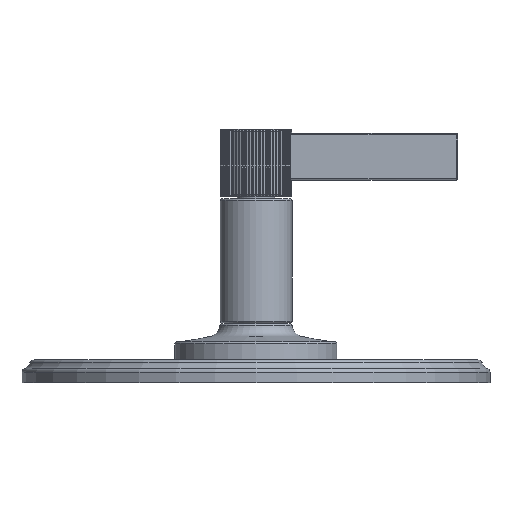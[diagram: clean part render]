
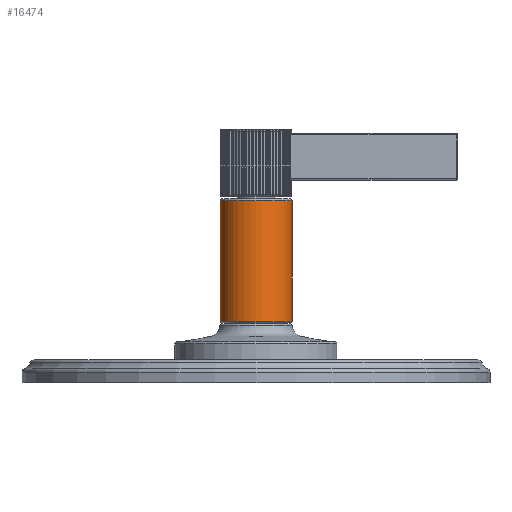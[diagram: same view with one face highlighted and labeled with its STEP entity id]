
A CAD part, left-side view. The second image highlights one B-rep face of the part: STEP entity #16474.
In plain terms, the highlighted cylindrical face has radius 12.7 mm (diameter 25.4 mm), a partial arc.
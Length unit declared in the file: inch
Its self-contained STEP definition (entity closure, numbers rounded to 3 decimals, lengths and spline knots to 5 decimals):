
#3940=DIRECTION('',(0.,0.,1.));
#3941=VECTOR('',#3940,1.67);
#3942=CARTESIAN_POINT('',(0.,-0.5,0.853));
#3943=LINE('',#3942,#3941);
#3974=CARTESIAN_POINT('',(0.,0.,2.523));
#3975=DIRECTION('',(0.,0.,1.));
#3976=DIRECTION('',(0.,1.,0.));
#3977=AXIS2_PLACEMENT_3D('',#3974,#3975,#3976);
#3979=CARTESIAN_POINT('',(0.,0.,0.853));
#3980=DIRECTION('',(0.,0.,-1.));
#3981=DIRECTION('',(0.,-1.,0.));
#3982=AXIS2_PLACEMENT_3D('',#3979,#3980,#3981);
#3984=DIRECTION('',(0.,0.,1.));
#3985=VECTOR('',#3984,1.67);
#3986=CARTESIAN_POINT('',(0.,0.5,0.853));
#3987=LINE('',#3986,#3985);
#9810=CARTESIAN_POINT('',(0.,0.5,2.523));
#9811=CARTESIAN_POINT('',(0.,-0.5,2.523));
#9812=VERTEX_POINT('',#9810);
#9813=VERTEX_POINT('',#9811);
#9818=CARTESIAN_POINT('',(0.,-0.5,0.853));
#9819=CARTESIAN_POINT('',(0.,0.5,0.853));
#9820=VERTEX_POINT('',#9818);
#9821=VERTEX_POINT('',#9819);
#16463=CARTESIAN_POINT('',(0.,0.,0.823));
#16464=DIRECTION('',(0.,0.,1.));
#16465=DIRECTION('',(0.,1.,0.));
#16466=AXIS2_PLACEMENT_3D('',#16463,#16464,#16465);
#16467=CYLINDRICAL_SURFACE('',#16466,0.5);
#16468=ORIENTED_EDGE('',*,*,#16457,.T.);
#16469=ORIENTED_EDGE('',*,*,#16413,.F.);
#16470=ORIENTED_EDGE('',*,*,#16383,.T.);
#16471=ORIENTED_EDGE('',*,*,#16410,.T.);
#16472=EDGE_LOOP('',(#16468,#16469,#16470,#16471));
#16473=FACE_OUTER_BOUND('',#16472,.F.);
#16474=ADVANCED_FACE('',(#16473),#16467,.T.);
#3978=CIRCLE('',#3977,0.5);
#3983=CIRCLE('',#3982,0.5);
#16383=EDGE_CURVE('',#9820,#9821,#3983,.T.);
#16410=EDGE_CURVE('',#9821,#9812,#3987,.T.);
#16413=EDGE_CURVE('',#9820,#9813,#3943,.T.);
#16457=EDGE_CURVE('',#9812,#9813,#3978,.T.);
